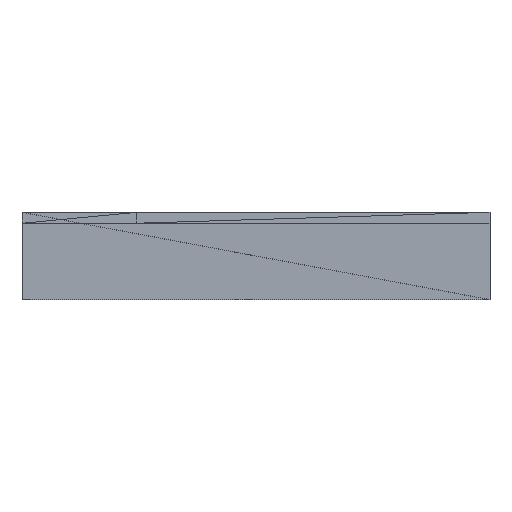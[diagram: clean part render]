
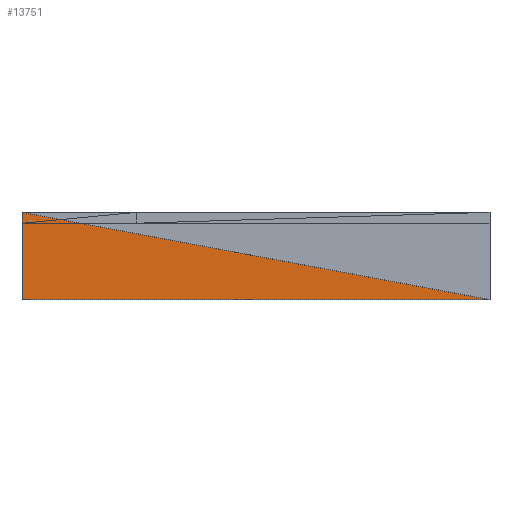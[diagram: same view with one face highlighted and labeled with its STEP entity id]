
A CAD part, front view. The second image highlights one B-rep face of the part: STEP entity #13751.
In plain terms, the highlighted planar face has unit normal (0, 1, 0).
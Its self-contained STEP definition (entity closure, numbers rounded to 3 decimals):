
#8859 = VERTEX_POINT('',#8860);
#8860 = CARTESIAN_POINT('',(-52.3,-30.5,
    0.));
#11112 = VERTEX_POINT('',#11113);
#11113 = CARTESIAN_POINT('',(-52.3,-30.5,12.));
#11588 = PLANE('',#11589);
#11589 = AXIS2_PLACEMENT_3D('',#11590,#11591,#11592);
#11590 = CARTESIAN_POINT('',(-52.3,12.6,
    8.805));
#11591 = DIRECTION('',(-1.,-0.,-0.));
#11592 = DIRECTION('',(0.,0.,-1.));
#13621 = EDGE_CURVE('',#8859,#13622,#13624,.T.);
#13622 = VERTEX_POINT('',#13623);
#13623 = CARTESIAN_POINT('',(-52.3,-30.5,10.5));
#13624 = SURFACE_CURVE('',#13625,(#13629,#13636),.PCURVE_S1.);
#13625 = LINE('',#13626,#13627);
#13626 = CARTESIAN_POINT('',(-52.3,-30.5,
    0.));
#13627 = VECTOR('',#13628,1.);
#13628 = DIRECTION('',(0.,0.,1.));
#13629 = PCURVE('',#11588,#13630);
#13630 = DEFINITIONAL_REPRESENTATION('',(#13631),#13635);
#13631 = LINE('',#13632,#13633);
#13632 = CARTESIAN_POINT('',(8.805,43.1));
#13633 = VECTOR('',#13634,1.);
#13634 = DIRECTION('',(-1.,0.));
#13635 = ( GEOMETRIC_REPRESENTATION_CONTEXT(2) 
PARAMETRIC_REPRESENTATION_CONTEXT() REPRESENTATION_CONTEXT('2D SPACE',''
  ) );
#13636 = PCURVE('',#13637,#13642);
#13637 = PLANE('',#13638);
#13638 = AXIS2_PLACEMENT_3D('',#13639,#13640,#13641);
#13639 = CARTESIAN_POINT('',(-22.872,-30.5,
    3.278));
#13640 = DIRECTION('',(-0.,-1.,-0.));
#13641 = DIRECTION('',(0.,0.,-1.));
#13642 = DEFINITIONAL_REPRESENTATION('',(#13643),#13646);
#13643 = B_SPLINE_CURVE_WITH_KNOTS('',1,(#13644,#13645),.UNSPECIFIED.,
  .F.,.F.,(2,2),(0.,10.5),.PIECEWISE_BEZIER_KNOTS.);
#13644 = CARTESIAN_POINT('',(3.278,-29.428));
#13645 = CARTESIAN_POINT('',(-7.222,-29.428));
#13646 = ( GEOMETRIC_REPRESENTATION_CONTEXT(2) 
PARAMETRIC_REPRESENTATION_CONTEXT() REPRESENTATION_CONTEXT('2D SPACE',''
  ) );
#13751 = ADVANCED_FACE('',(#13752),#13637,.F.);
#13752 = FACE_BOUND('',#13753,.F.);
#13753 = EDGE_LOOP('',(#13754,#13779,#13780,#13807));
#13754 = ORIENTED_EDGE('',*,*,#13755,.T.);
#13755 = EDGE_CURVE('',#11112,#13622,#13756,.T.);
#13756 = SURFACE_CURVE('',#13757,(#13761,#13768),.PCURVE_S1.);
#13757 = LINE('',#13758,#13759);
#13758 = CARTESIAN_POINT('',(-52.3,-30.5,12.));
#13759 = VECTOR('',#13760,1.);
#13760 = DIRECTION('',(0.,0.,-1.));
#13761 = PCURVE('',#13637,#13762);
#13762 = DEFINITIONAL_REPRESENTATION('',(#13763),#13767);
#13763 = LINE('',#13764,#13765);
#13764 = CARTESIAN_POINT('',(-8.722,-29.428));
#13765 = VECTOR('',#13766,1.);
#13766 = DIRECTION('',(1.,0.));
#13767 = ( GEOMETRIC_REPRESENTATION_CONTEXT(2) 
PARAMETRIC_REPRESENTATION_CONTEXT() REPRESENTATION_CONTEXT('2D SPACE',''
  ) );
#13768 = PCURVE('',#13769,#13774);
#13769 = PLANE('',#13770);
#13770 = AXIS2_PLACEMENT_3D('',#13771,#13772,#13773);
#13771 = CARTESIAN_POINT('',(-52.3,-8.944,
    11.619));
#13772 = DIRECTION('',(-1.,0.,0.));
#13773 = DIRECTION('',(0.,0.,-1.));
#13774 = DEFINITIONAL_REPRESENTATION('',(#13775),#13778);
#13775 = B_SPLINE_CURVE_WITH_KNOTS('',1,(#13776,#13777),.UNSPECIFIED.,
  .F.,.F.,(2,2),(0.,1.5),.PIECEWISE_BEZIER_KNOTS.);
#13776 = CARTESIAN_POINT('',(-0.381,21.556));
#13777 = CARTESIAN_POINT('',(1.119,21.556));
#13778 = ( GEOMETRIC_REPRESENTATION_CONTEXT(2) 
PARAMETRIC_REPRESENTATION_CONTEXT() REPRESENTATION_CONTEXT('2D SPACE',''
  ) );
#13779 = ORIENTED_EDGE('',*,*,#13621,.F.);
#13780 = ORIENTED_EDGE('',*,*,#13781,.T.);
#13781 = EDGE_CURVE('',#8859,#13782,#13784,.T.);
#13782 = VERTEX_POINT('',#13783);
#13783 = CARTESIAN_POINT('',(12.,-30.5,
    0.));
#13784 = SURFACE_CURVE('',#13785,(#13789,#13796),.PCURVE_S1.);
#13785 = LINE('',#13786,#13787);
#13786 = CARTESIAN_POINT('',(-52.3,-30.5,
    0.));
#13787 = VECTOR('',#13788,1.);
#13788 = DIRECTION('',(1.,0.,0.));
#13789 = PCURVE('',#13637,#13790);
#13790 = DEFINITIONAL_REPRESENTATION('',(#13791),#13795);
#13791 = LINE('',#13792,#13793);
#13792 = CARTESIAN_POINT('',(3.278,-29.428));
#13793 = VECTOR('',#13794,1.);
#13794 = DIRECTION('',(0.,1.));
#13795 = ( GEOMETRIC_REPRESENTATION_CONTEXT(2) 
PARAMETRIC_REPRESENTATION_CONTEXT() REPRESENTATION_CONTEXT('2D SPACE',''
  ) );
#13796 = PCURVE('',#13797,#13802);
#13797 = PLANE('',#13798);
#13798 = AXIS2_PLACEMENT_3D('',#13799,#13800,#13801);
#13799 = CARTESIAN_POINT('',(-20.115,-27.419,
    0.));
#13800 = DIRECTION('',(-0.,-0.,-1.));
#13801 = DIRECTION('',(-1.,0.,0.));
#13802 = DEFINITIONAL_REPRESENTATION('',(#13803),#13806);
#13803 = B_SPLINE_CURVE_WITH_KNOTS('',1,(#13804,#13805),.UNSPECIFIED.,
  .F.,.F.,(2,2),(0.,64.3),.PIECEWISE_BEZIER_KNOTS.);
#13804 = CARTESIAN_POINT('',(32.185,-3.081));
#13805 = CARTESIAN_POINT('',(-32.115,-3.081));
#13806 = ( GEOMETRIC_REPRESENTATION_CONTEXT(2) 
PARAMETRIC_REPRESENTATION_CONTEXT() REPRESENTATION_CONTEXT('2D SPACE',''
  ) );
#13807 = ORIENTED_EDGE('',*,*,#13808,.F.);
#13808 = EDGE_CURVE('',#11112,#13782,#13809,.T.);
#13809 = SURFACE_CURVE('',#13810,(#13814,#13820),.PCURVE_S1.);
#13810 = LINE('',#13811,#13812);
#13811 = CARTESIAN_POINT('',(-52.3,-30.5,12.));
#13812 = VECTOR('',#13813,1.);
#13813 = DIRECTION('',(0.983,0.,-0.183));
#13814 = PCURVE('',#13637,#13815);
#13815 = DEFINITIONAL_REPRESENTATION('',(#13816),#13819);
#13816 = B_SPLINE_CURVE_WITH_KNOTS('',1,(#13817,#13818),.UNSPECIFIED.,
  .F.,.F.,(2,2),(0.,65.41),.PIECEWISE_BEZIER_KNOTS.);
#13817 = CARTESIAN_POINT('',(-8.722,-29.428));
#13818 = CARTESIAN_POINT('',(3.278,34.872));
#13819 = ( GEOMETRIC_REPRESENTATION_CONTEXT(2) 
PARAMETRIC_REPRESENTATION_CONTEXT() REPRESENTATION_CONTEXT('2D SPACE',''
  ) );
#13820 = PCURVE('',#13821,#13826);
#13821 = PLANE('',#13822);
#13822 = AXIS2_PLACEMENT_3D('',#13823,#13824,#13825);
#13823 = CARTESIAN_POINT('',(-17.428,-30.5,
    8.722));
#13824 = DIRECTION('',(-0.,-1.,-0.));
#13825 = DIRECTION('',(0.,0.,-1.));
#13826 = DEFINITIONAL_REPRESENTATION('',(#13827),#13831);
#13827 = LINE('',#13828,#13829);
#13828 = CARTESIAN_POINT('',(-3.278,-34.872));
#13829 = VECTOR('',#13830,1.);
#13830 = DIRECTION('',(0.183,0.983));
#13831 = ( GEOMETRIC_REPRESENTATION_CONTEXT(2) 
PARAMETRIC_REPRESENTATION_CONTEXT() REPRESENTATION_CONTEXT('2D SPACE',''
  ) );
